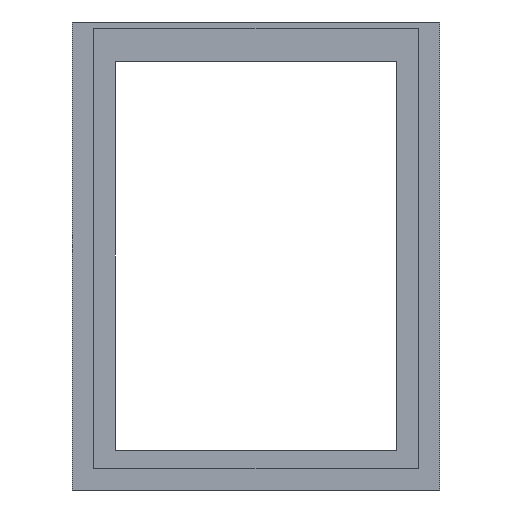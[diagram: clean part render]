
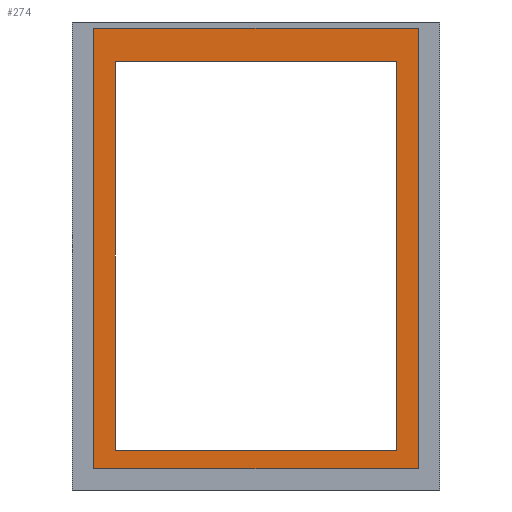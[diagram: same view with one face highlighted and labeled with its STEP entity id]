
A CAD part, front view. The second image highlights one B-rep face of the part: STEP entity #274.
In plain terms, the highlighted planar face has unit normal (0, -1, 0).
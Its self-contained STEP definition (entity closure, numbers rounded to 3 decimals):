
#15=FACE_BOUND('',#38,.T.);
#22=FACE_OUTER_BOUND('',#37,.T.);
#37=EDGE_LOOP('',(#199,#200,#201,#202));
#38=EDGE_LOOP('',(#203,#204,#205,#206));
#51=LINE('',#386,#87);
#55=LINE('',#394,#91);
#58=LINE('',#400,#94);
#61=LINE('',#405,#97);
#63=LINE('',#410,#99);
#64=LINE('',#412,#100);
#65=LINE('',#414,#101);
#66=LINE('',#415,#102);
#87=VECTOR('',#318,10.);
#91=VECTOR('',#324,10.);
#94=VECTOR('',#329,10.);
#97=VECTOR('',#334,10.);
#99=VECTOR('',#338,10.);
#100=VECTOR('',#339,10.);
#101=VECTOR('',#340,10.);
#102=VECTOR('',#341,10.);
#123=VERTEX_POINT('',#384);
#124=VERTEX_POINT('',#385);
#127=VERTEX_POINT('',#393);
#129=VERTEX_POINT('',#399);
#131=VERTEX_POINT('',#408);
#132=VERTEX_POINT('',#409);
#133=VERTEX_POINT('',#411);
#134=VERTEX_POINT('',#413);
#147=EDGE_CURVE('',#123,#124,#51,.T.);
#151=EDGE_CURVE('',#127,#123,#55,.T.);
#154=EDGE_CURVE('',#129,#127,#58,.T.);
#157=EDGE_CURVE('',#124,#129,#61,.T.);
#159=EDGE_CURVE('',#131,#132,#63,.T.);
#160=EDGE_CURVE('',#133,#131,#64,.T.);
#161=EDGE_CURVE('',#134,#133,#65,.T.);
#162=EDGE_CURVE('',#132,#134,#66,.T.);
#199=ORIENTED_EDGE('',*,*,#159,.F.);
#200=ORIENTED_EDGE('',*,*,#160,.F.);
#201=ORIENTED_EDGE('',*,*,#161,.F.);
#202=ORIENTED_EDGE('',*,*,#162,.F.);
#203=ORIENTED_EDGE('',*,*,#157,.F.);
#204=ORIENTED_EDGE('',*,*,#147,.F.);
#205=ORIENTED_EDGE('',*,*,#151,.F.);
#206=ORIENTED_EDGE('',*,*,#154,.F.);
#259=PLANE('',#303);
#274=ADVANCED_FACE('',(#22,#15),#259,.F.);
#303=AXIS2_PLACEMENT_3D('',#407,#336,#337);
#318=DIRECTION('',(-1.,0.,0.));
#324=DIRECTION('',(0.,0.,1.));
#329=DIRECTION('',(1.,0.,0.));
#334=DIRECTION('',(0.,0.,-1.));
#336=DIRECTION('center_axis',(0.,1.,0.));
#337=DIRECTION('ref_axis',(1.,0.,0.));
#338=DIRECTION('',(1.,0.,0.));
#339=DIRECTION('',(0.,0.,1.));
#340=DIRECTION('',(-1.,0.,0.));
#341=DIRECTION('',(0.,0.,-1.));
#384=CARTESIAN_POINT('',(23.226,20.6,-4.5));
#385=CARTESIAN_POINT('',(-22.774,20.6,-4.5));
#386=CARTESIAN_POINT('',(23.226,20.6,-4.5));
#393=CARTESIAN_POINT('',(23.226,20.6,-68.));
#394=CARTESIAN_POINT('',(23.226,20.6,-68.));
#399=CARTESIAN_POINT('',(-22.774,20.6,-68.));
#400=CARTESIAN_POINT('',(-22.774,20.6,-68.));
#405=CARTESIAN_POINT('',(-22.774,20.6,-4.5));
#407=CARTESIAN_POINT('Origin',(0.226,20.6,-35.));
#408=CARTESIAN_POINT('',(-26.274,20.6,1.));
#409=CARTESIAN_POINT('',(26.726,20.6,1.));
#410=CARTESIAN_POINT('',(13.476,20.6,1.));
#411=CARTESIAN_POINT('',(-26.274,20.6,-71.));
#412=CARTESIAN_POINT('',(-26.274,20.6,-17.));
#413=CARTESIAN_POINT('',(26.726,20.6,-71.));
#414=CARTESIAN_POINT('',(-13.024,20.6,-71.));
#415=CARTESIAN_POINT('',(26.726,20.6,-53.));
